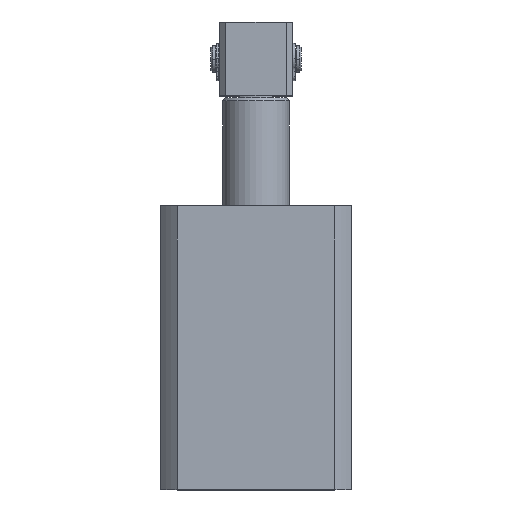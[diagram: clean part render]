
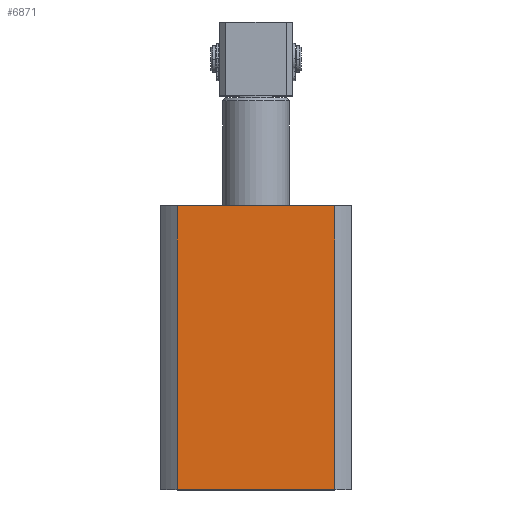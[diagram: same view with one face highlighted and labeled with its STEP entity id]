
A CAD part, top view. The second image highlights one B-rep face of the part: STEP entity #6871.
In plain terms, the highlighted planar face has unit normal (0, 0, 1).
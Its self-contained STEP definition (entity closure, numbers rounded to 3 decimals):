
#5 = ORIENTED_EDGE ( 'NONE', *, *, #4764, .T. ) ;
#9 = ORIENTED_EDGE ( 'NONE', *, *, #1399, .F. ) ;
#40 = ORIENTED_EDGE ( 'NONE', *, *, #1401, .F. ) ;
#792 = VECTOR ( 'NONE', #6582, 1000. ) ;
#794 = VECTOR ( 'NONE', #6584, 1000. ) ;
#795 = LINE ( 'NONE', #6583, #792 ) ;
#796 = VECTOR ( 'NONE', #6593, 1000. ) ;
#797 = LINE ( 'NONE', #6590, #794 ) ;
#799 = LINE ( 'NONE', #6597, #796 ) ;
#973 = CARTESIAN_POINT ( 'NONE',  ( 23.596, 0., 28.5 ) ) ;
#1101 = CARTESIAN_POINT ( 'NONE',  ( -23.596, 0., 28.5 ) ) ;
#1399 = EDGE_CURVE ( 'NONE', #3007, #5397, #799, .T. ) ;
#1400 = EDGE_CURVE ( 'NONE', #7086, #3110, #797, .T. ) ;
#1401 = EDGE_CURVE ( 'NONE', #5397, #7086, #795, .T. ) ;
#1834 = CARTESIAN_POINT ( 'NONE',  ( -28.5, 85., 28.5 ) ) ;
#1836 = PLANE ( 'NONE',  #6489 ) ;
#1839 = DIRECTION ( 'NONE',  ( 0., 0., -1. ) ) ;
#1840 = DIRECTION ( 'NONE',  ( -1., 0., 0. ) ) ;
#2384 = CARTESIAN_POINT ( 'NONE',  ( -23.596, 85., 28.5 ) ) ;
#2968 = DIRECTION ( 'NONE',  ( 1., 0., 0. ) ) ;
#2969 = CARTESIAN_POINT ( 'NONE',  ( -28.5, 0., 28.5 ) ) ;
#3007 = VERTEX_POINT ( 'NONE', #1101 ) ;
#3110 = VERTEX_POINT ( 'NONE', #973 ) ;
#3366 = EDGE_LOOP ( 'NONE', ( #9, #5, #5787, #40 ) ) ;
#3907 = CARTESIAN_POINT ( 'NONE',  ( 23.596, 85., 28.5 ) ) ;
#4356 = FACE_OUTER_BOUND ( 'NONE', #3366, .T. ) ;
#4764 = EDGE_CURVE ( 'NONE', #3007, #3110, #7083, .T. ) ;
#5397 = VERTEX_POINT ( 'NONE', #2384 ) ;
#5787 = ORIENTED_EDGE ( 'NONE', *, *, #1400, .F. ) ;
#6489 = AXIS2_PLACEMENT_3D ( 'NONE', #1834, #1839, #1840 ) ;
#6582 = DIRECTION ( 'NONE',  ( 1., 0., 0. ) ) ;
#6583 = CARTESIAN_POINT ( 'NONE',  ( -28.5, 85., 28.5 ) ) ;
#6584 = DIRECTION ( 'NONE',  ( 0., -1., 0. ) ) ;
#6590 = CARTESIAN_POINT ( 'NONE',  ( 23.596, 0., 28.5 ) ) ;
#6593 = DIRECTION ( 'NONE',  ( 0., 1., 0. ) ) ;
#6597 = CARTESIAN_POINT ( 'NONE',  ( -23.596, 0., 28.5 ) ) ;
#6871 = ADVANCED_FACE ( 'NONE', ( #4356 ), #1836, .F. ) ;
#7081 = VECTOR ( 'NONE', #2968, 1000. ) ;
#7083 = LINE ( 'NONE', #2969, #7081 ) ;
#7086 = VERTEX_POINT ( 'NONE', #3907 ) ;
